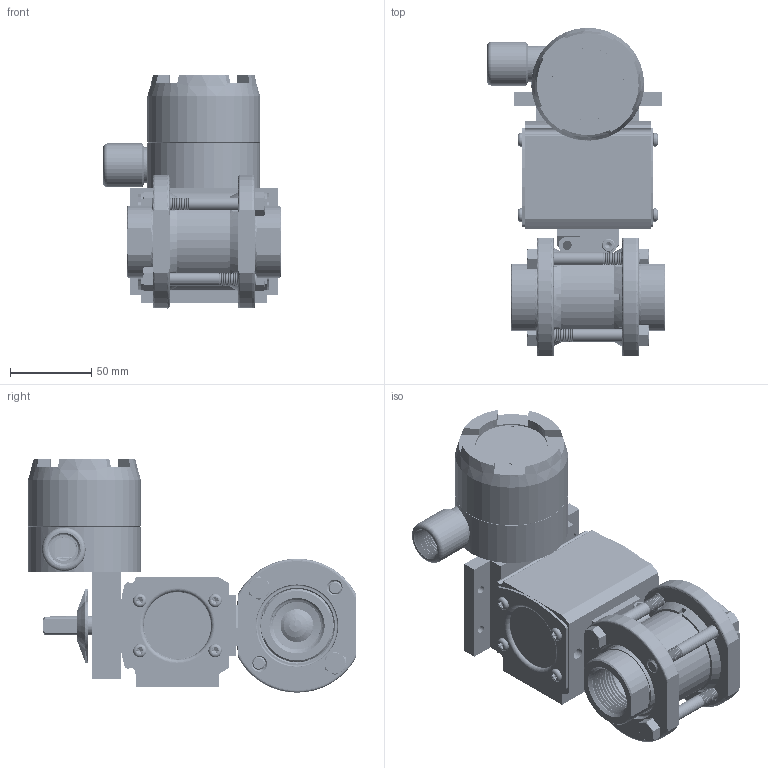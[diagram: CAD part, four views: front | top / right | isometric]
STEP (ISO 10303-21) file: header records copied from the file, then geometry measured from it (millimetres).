
FILE_DESCRIPTION (( 'STEP AP203' ), '1' );
FILE_NAME ('28XXSESA512DLS.step', '2018-09-05T13:25:35', ( '' ), ( '' ), 'SwSTEP 2.0', 'SolidWorks 2018', '' );
FILE_SCHEMA (( 'CONFIG_CONTROL_DESIGN' ));
Products named in the file (1): 28XXSESA512DLS
Bounding box: 109.49 x 201.99 x 143.57 mm (x, y, z)
Volume: 667227.2 mm3; surface area: 252944.9 mm2
Topology: 40 solids, 40 shells, 3649 faces, 9650 edges, 6057 vertices
Faces by surface type: cylinder 1701, cone 1120, plane 592, torus 119, bspline 115, sphere 2
Entity records: 162608 total; most frequent: CARTESIAN_POINT 75578, ORIENTED_EDGE 19028, DIRECTION 18160, EDGE_CURVE 9514, AXIS2_PLACEMENT_3D 7277, VERTEX_POINT 6053, EDGE_LOOP 3889, CIRCLE 3742
